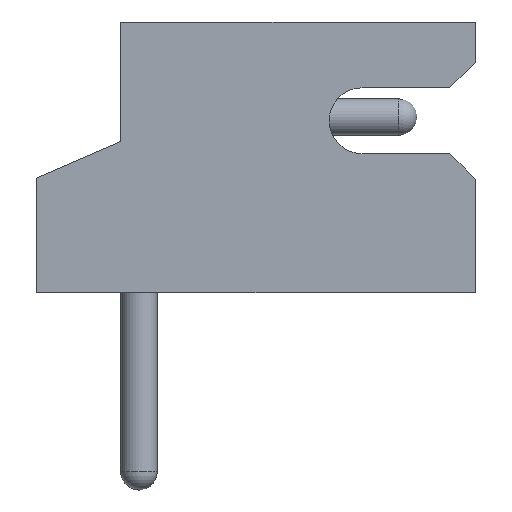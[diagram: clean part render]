
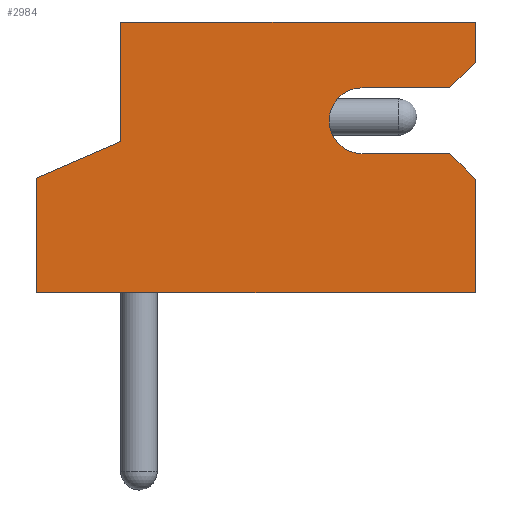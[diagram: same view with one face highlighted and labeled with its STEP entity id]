
A CAD part, front view. The second image highlights one B-rep face of the part: STEP entity #2984.
In plain terms, the highlighted planar face has unit normal (0, -1, 0).
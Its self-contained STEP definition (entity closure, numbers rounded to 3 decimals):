
#119=PLANE('',#3280);
#301=FACE_OUTER_BOUND('',#465,.T.);
#465=EDGE_LOOP('',(#2664,#2665,#2666,#2667,#2668,#2669,#2670,#2671,#2672,
#2673,#2674,#2675));
#594=LINE('',#4627,#890);
#599=LINE('',#4635,#895);
#695=LINE('',#4827,#991);
#707=LINE('',#4851,#1003);
#711=LINE('',#4859,#1007);
#713=LINE('',#4862,#1009);
#751=LINE('',#4945,#1047);
#759=LINE('',#4958,#1055);
#765=LINE('',#4972,#1061);
#768=LINE('',#4978,#1064);
#770=LINE('',#4984,#1066);
#890=VECTOR('',#3793,10.);
#895=VECTOR('',#3802,10.);
#991=VECTOR('',#3982,10.);
#1003=VECTOR('',#3996,10.);
#1007=VECTOR('',#4004,10.);
#1009=VECTOR('',#4008,10.);
#1047=VECTOR('',#4078,10.);
#1055=VECTOR('',#4092,10.);
#1061=VECTOR('',#4102,10.);
#1064=VECTOR('',#4107,10.);
#1066=VECTOR('',#4117,10.);
#1197=CIRCLE('',#3279,0.45);
#1377=VERTEX_POINT('',#4624);
#1378=VERTEX_POINT('',#4626);
#1379=VERTEX_POINT('',#4634);
#1432=VERTEX_POINT('',#4824);
#1433=VERTEX_POINT('',#4826);
#1444=VERTEX_POINT('',#4850);
#1446=VERTEX_POINT('',#4858);
#1474=VERTEX_POINT('',#4942);
#1475=VERTEX_POINT('',#4944);
#1482=VERTEX_POINT('',#4969);
#1483=VERTEX_POINT('',#4971);
#1485=VERTEX_POINT('',#4977);
#1718=EDGE_CURVE('',#1377,#1378,#594,.T.);
#1723=EDGE_CURVE('',#1379,#1378,#599,.T.);
#1819=EDGE_CURVE('',#1432,#1433,#695,.T.);
#1831=EDGE_CURVE('',#1444,#1379,#707,.T.);
#1835=EDGE_CURVE('',#1446,#1444,#711,.T.);
#1837=EDGE_CURVE('',#1432,#1446,#713,.T.);
#1877=EDGE_CURVE('',#1475,#1474,#751,.T.);
#1885=EDGE_CURVE('',#1377,#1475,#759,.T.);
#1891=EDGE_CURVE('',#1483,#1482,#765,.T.);
#1894=EDGE_CURVE('',#1485,#1483,#768,.T.);
#1897=EDGE_CURVE('',#1474,#1485,#1197,.T.);
#1898=EDGE_CURVE('',#1433,#1482,#770,.T.);
#2664=ORIENTED_EDGE('',*,*,#1885,.T.);
#2665=ORIENTED_EDGE('',*,*,#1877,.T.);
#2666=ORIENTED_EDGE('',*,*,#1897,.T.);
#2667=ORIENTED_EDGE('',*,*,#1894,.T.);
#2668=ORIENTED_EDGE('',*,*,#1891,.T.);
#2669=ORIENTED_EDGE('',*,*,#1898,.F.);
#2670=ORIENTED_EDGE('',*,*,#1819,.F.);
#2671=ORIENTED_EDGE('',*,*,#1837,.T.);
#2672=ORIENTED_EDGE('',*,*,#1835,.T.);
#2673=ORIENTED_EDGE('',*,*,#1831,.T.);
#2674=ORIENTED_EDGE('',*,*,#1723,.T.);
#2675=ORIENTED_EDGE('',*,*,#1718,.F.);
#2984=ADVANCED_FACE('',(#301),#119,.T.);
#3279=AXIS2_PLACEMENT_3D('',#4982,#4113,#4114);
#3280=AXIS2_PLACEMENT_3D('',#4983,#4115,#4116);
#3793=DIRECTION('',(0.,0.,-1.));
#3802=DIRECTION('',(1.,0.,0.));
#3982=DIRECTION('',(1.,0.,0.));
#3996=DIRECTION('',(0.,0.,-1.));
#4004=DIRECTION('',(-0.917,0.,-0.399));
#4008=DIRECTION('',(0.,0.,-1.));
#4078=DIRECTION('',(-1.,0.,0.));
#4092=DIRECTION('',(-0.707,0.,0.707));
#4102=DIRECTION('',(0.707,0.,0.707));
#4107=DIRECTION('',(1.,0.,0.));
#4113=DIRECTION('center_axis',(0.,1.,0.));
#4114=DIRECTION('ref_axis',(0.,0.,1.));
#4115=DIRECTION('center_axis',(0.,-1.,0.));
#4116=DIRECTION('ref_axis',(0.,0.,-1.));
#4117=DIRECTION('',(0.,0.,-1.));
#4624=CARTESIAN_POINT('',(4.6,-1.5,1.55));
#4626=CARTESIAN_POINT('',(4.6,-1.5,0.));
#4627=CARTESIAN_POINT('',(4.6,-1.5,3.7));
#4634=CARTESIAN_POINT('',(-1.4,-1.5,0.));
#4635=CARTESIAN_POINT('',(0.,-1.5,0.));
#4824=CARTESIAN_POINT('',(-0.25,-1.5,3.7));
#4826=CARTESIAN_POINT('',(4.6,-1.5,3.7));
#4827=CARTESIAN_POINT('',(0.,-1.5,3.7));
#4850=CARTESIAN_POINT('',(-1.4,-1.5,1.565));
#4851=CARTESIAN_POINT('',(-1.4,-1.5,3.7));
#4858=CARTESIAN_POINT('',(-0.25,-1.5,2.065));
#4859=CARTESIAN_POINT('',(-0.25,-1.5,2.065));
#4862=CARTESIAN_POINT('',(-0.25,-1.5,3.7));
#4942=CARTESIAN_POINT('',(3.05,-1.5,1.9));
#4944=CARTESIAN_POINT('',(4.25,-1.5,1.9));
#4945=CARTESIAN_POINT('',(2.125,-1.5,1.9));
#4958=CARTESIAN_POINT('',(2.913,-1.5,3.238));
#4969=CARTESIAN_POINT('',(4.6,-1.5,3.15));
#4971=CARTESIAN_POINT('',(4.25,-1.5,2.8));
#4972=CARTESIAN_POINT('',(3.413,-1.5,1.963));
#4977=CARTESIAN_POINT('',(3.05,-1.5,2.8));
#4978=CARTESIAN_POINT('',(1.525,-1.5,2.8));
#4982=CARTESIAN_POINT('Origin',(3.05,-1.5,2.35));
#4983=CARTESIAN_POINT('Origin',(0.,-1.5,3.7));
#4984=CARTESIAN_POINT('',(4.6,-1.5,3.7));
